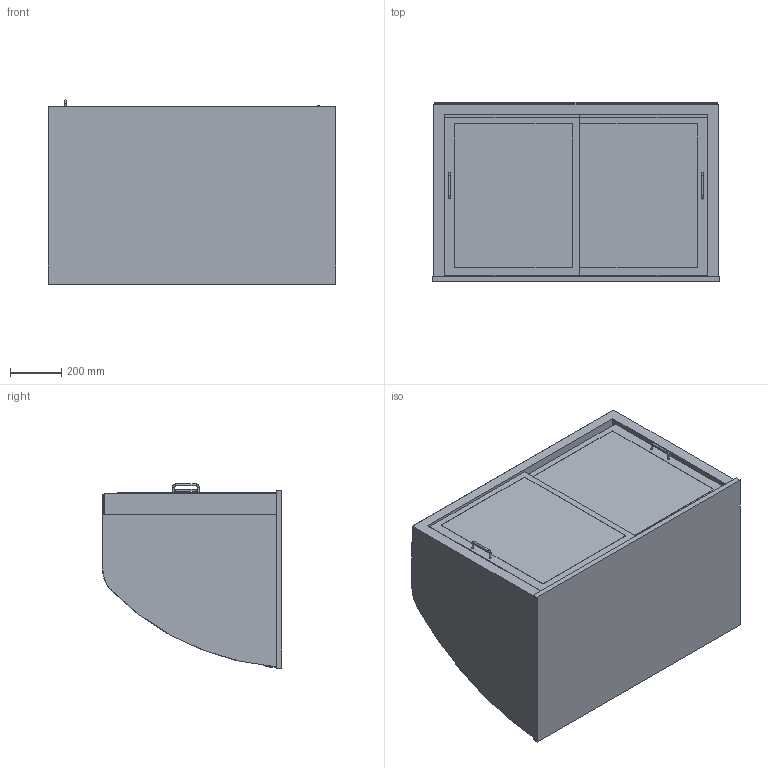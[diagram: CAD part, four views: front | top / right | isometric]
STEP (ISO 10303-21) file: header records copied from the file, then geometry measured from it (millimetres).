
FILE_DESCRIPTION(/* description */ ('Panoramaglasaufsatz ungekühlt'),/* implementation_level */ '2;1');
FILE_NAME(/* name */ '3D-AKE-00007529.stp',/* time_stamp */ '2023-05-10T14:14:05+02:00',/* author */ ('marina.schachner'),/* organization */ (''),/* preprocessor_version */ 'ST-DEVELOPER v18.1',/* originating_system */ 'Autodesk Inventor 2020',/* authorisation */ '');
FILE_SCHEMA (('AUTOMOTIVE_DESIGN { 1 0 10303 214 3 1 1 }'));
Length unit declared in the file: millimetre
Products named in the file (1): 3D-AKE-00007529
Bounding box: 1125 x 702 x 721 mm (x, y, z)
Volume: 55622136.3 mm3; surface area: 10230520.6 mm2
Topology: 30 solids, 30 shells, 305 faces, 747 edges, 502 vertices
Faces by surface type: plane 234, cylinder 67, torus 4
Full cylindrical faces by diameter (mm): 8 x6
Entity records: 8984 total; most frequent: CARTESIAN_POINT 1555, DIRECTION 1517, ORIENTED_EDGE 1494, EDGE_CURVE 747, LINE 589, VECTOR 589, VERTEX_POINT 502, AXIS2_PLACEMENT_3D 464
